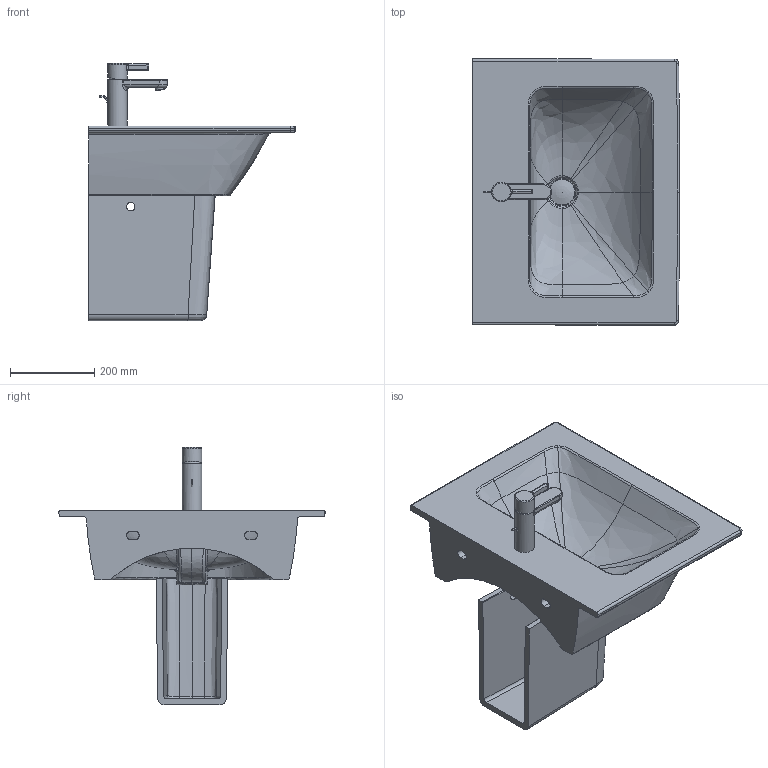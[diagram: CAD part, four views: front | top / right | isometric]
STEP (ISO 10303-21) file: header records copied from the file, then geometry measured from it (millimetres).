
FILE_DESCRIPTION((''),'2;1');
FILE_NAME('233663_1.stp','2015-09-25T19:10:34',('Administrator'),(''),'Autodesk Inventor 2011','Autodesk Inventor 2011','');
FILE_SCHEMA(('CONFIG_CONTROL_DESIGN'));
Length unit declared in the file: millimetre
Products named in the file (11): 233663_1; 233663; 085840; Armatur Durastyle Waschtisch; Fassung Sieb; Griff; Gehäuse; Hebel_Ventil; Gleitring; Kelch; Stopfen
Assembly tree (10 placements, depth 3):
  233663_1
    233663
    085840
    Armatur Durastyle Waschtisch
      Fassung Sieb
      Griff
      Gehäuse
      Hebel_Ventil
      Gleitring
    Kelch
    Stopfen
Bounding box: 490.16 x 630.24 x 609.68 mm (x, y, z)
Volume: 16621926.1 mm3; surface area: 1605354.1 mm2
Topology: 8 solids, 10 shells, 384 faces, 925 edges, 555 vertices
Faces by surface type: bspline 176, cylinder 86, plane 84, torus 20, sphere 11, cone 7
Full cylindrical faces by diameter (mm): 4 x2, 20 x2, 20.15 x1, 21.15 x1, 23.15 x1, 30 x2, 35 x1, 42 x1, 44 x1, 46 x3, 60 x1
Entity records: 82977 total; most frequent: CARTESIAN_POINT 74483, ORIENTED_EDGE 1756, DIRECTION 1348, EDGE_CURVE 880, AXIS2_PLACEMENT_3D 553, VERTEX_POINT 543, EDGE_LOOP 449, FACE_OUTER_BOUND 383
